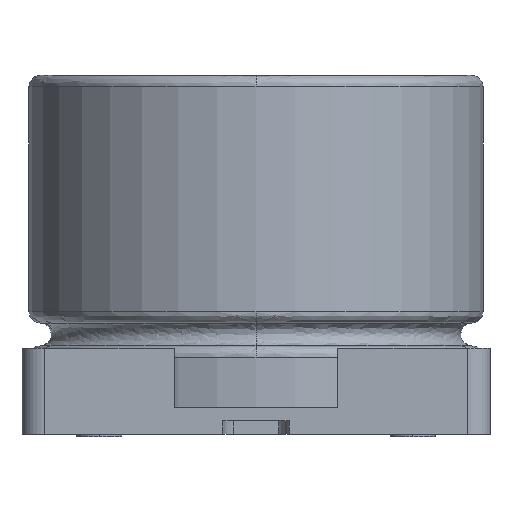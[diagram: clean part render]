
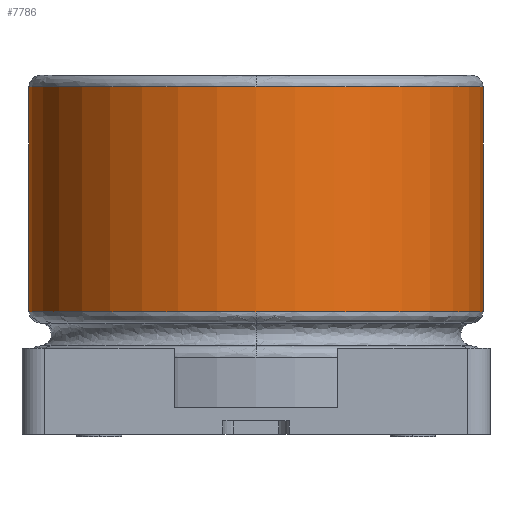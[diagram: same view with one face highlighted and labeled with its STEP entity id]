
A CAD part, left-side view. The second image highlights one B-rep face of the part: STEP entity #7786.
In plain terms, the highlighted cylindrical face has radius 5 mm (diameter 10 mm), a partial arc.
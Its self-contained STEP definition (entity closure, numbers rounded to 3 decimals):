
#56 = DIRECTION ( 'NONE',  ( 0., 0., -1. ) ) ;
#314 = VECTOR ( 'NONE', #2101, 1000. ) ;
#433 = ORIENTED_EDGE ( 'NONE', *, *, #7671, .T. ) ;
#466 = VERTEX_POINT ( 'NONE', #4261 ) ;
#675 = CARTESIAN_POINT ( 'NONE',  ( 0., 0., 7.65 ) ) ;
#795 = EDGE_CURVE ( 'NONE', #8420, #10418, #6611, .T. ) ;
#1062 = ORIENTED_EDGE ( 'NONE', *, *, #9813, .F. ) ;
#1257 = DIRECTION ( 'NONE',  ( 0., 0., -1. ) ) ;
#1436 = LINE ( 'NONE', #4104, #10269 ) ;
#1447 = CARTESIAN_POINT ( 'NONE',  ( -5., 0., 2.7 ) ) ;
#1604 = EDGE_LOOP ( 'NONE', ( #1062, #9846, #9179, #433, #5408, #1739 ) ) ;
#1739 = ORIENTED_EDGE ( 'NONE', *, *, #5893, .T. ) ;
#1952 = AXIS2_PLACEMENT_3D ( 'NONE', #4891, #56, #5730 ) ;
#2101 = DIRECTION ( 'NONE',  ( 0., 0., -1. ) ) ;
#2176 = CIRCLE ( 'NONE', #1952, 5. ) ;
#2352 = DIRECTION ( 'NONE',  ( 0., 0., 1. ) ) ;
#2356 = CARTESIAN_POINT ( 'NONE',  ( 0., 0., 5.175 ) ) ;
#2801 = AXIS2_PLACEMENT_3D ( 'NONE', #2356, #3935, #8008 ) ;
#3177 = AXIS2_PLACEMENT_3D ( 'NONE', #675, #1257, #9279 ) ;
#3210 = VERTEX_POINT ( 'NONE', #8003 ) ;
#3351 = FACE_OUTER_BOUND ( 'NONE', #1604, .T. ) ;
#3935 = DIRECTION ( 'NONE',  ( 0., 0., -1. ) ) ;
#4002 = CARTESIAN_POINT ( 'NONE',  ( 0., 0., 2.7 ) ) ;
#4104 = CARTESIAN_POINT ( 'NONE',  ( 0., -5., 5.175 ) ) ;
#4136 = DIRECTION ( 'NONE',  ( 0., 0., -1. ) ) ;
#4261 = CARTESIAN_POINT ( 'NONE',  ( 0., -5., 2.7 ) ) ;
#4295 = CARTESIAN_POINT ( 'NONE',  ( 0., 5., 7.65 ) ) ;
#4599 = LINE ( 'NONE', #5299, #314 ) ;
#4810 = DIRECTION ( 'NONE',  ( 0., 1., 0. ) ) ;
#4891 = CARTESIAN_POINT ( 'NONE',  ( 0., 0., 7.65 ) ) ;
#5005 = VERTEX_POINT ( 'NONE', #6988 ) ;
#5212 = CIRCLE ( 'NONE', #5255, 5. ) ;
#5255 = AXIS2_PLACEMENT_3D ( 'NONE', #7192, #2352, #8002 ) ;
#5299 = CARTESIAN_POINT ( 'NONE',  ( 0., 5., 5.175 ) ) ;
#5408 = ORIENTED_EDGE ( 'NONE', *, *, #5871, .T. ) ;
#5730 = DIRECTION ( 'NONE',  ( 0., 1., 0. ) ) ;
#5871 = EDGE_CURVE ( 'NONE', #5005, #7249, #5212, .T. ) ;
#5893 = EDGE_CURVE ( 'NONE', #7249, #466, #7355, .T. ) ;
#6345 = AXIS2_PLACEMENT_3D ( 'NONE', #4002, #9625, #4810 ) ;
#6611 = CIRCLE ( 'NONE', #3177, 5. ) ;
#6988 = CARTESIAN_POINT ( 'NONE',  ( 0., 5., 2.7 ) ) ;
#7192 = CARTESIAN_POINT ( 'NONE',  ( 0., 0., 2.7 ) ) ;
#7249 = VERTEX_POINT ( 'NONE', #1447 ) ;
#7355 = CIRCLE ( 'NONE', #6345, 5. ) ;
#7520 = CARTESIAN_POINT ( 'NONE',  ( -5., 0., 7.65 ) ) ;
#7671 = EDGE_CURVE ( 'NONE', #10418, #5005, #4599, .T. ) ;
#7786 = ADVANCED_FACE ( 'NONE', ( #3351 ), #8774, .T. ) ;
#8002 = DIRECTION ( 'NONE',  ( 0., 1., 0. ) ) ;
#8003 = CARTESIAN_POINT ( 'NONE',  ( 0., -5., 7.65 ) ) ;
#8008 = DIRECTION ( 'NONE',  ( 0., 1., 0. ) ) ;
#8312 = EDGE_CURVE ( 'NONE', #3210, #8420, #2176, .T. ) ;
#8420 = VERTEX_POINT ( 'NONE', #7520 ) ;
#8774 = CYLINDRICAL_SURFACE ( 'NONE', #2801, 5. ) ;
#9179 = ORIENTED_EDGE ( 'NONE', *, *, #795, .T. ) ;
#9279 = DIRECTION ( 'NONE',  ( 0., 1., 0. ) ) ;
#9625 = DIRECTION ( 'NONE',  ( 0., 0., 1. ) ) ;
#9813 = EDGE_CURVE ( 'NONE', #3210, #466, #1436, .T. ) ;
#9846 = ORIENTED_EDGE ( 'NONE', *, *, #8312, .T. ) ;
#10269 = VECTOR ( 'NONE', #4136, 1000. ) ;
#10418 = VERTEX_POINT ( 'NONE', #4295 ) ;
